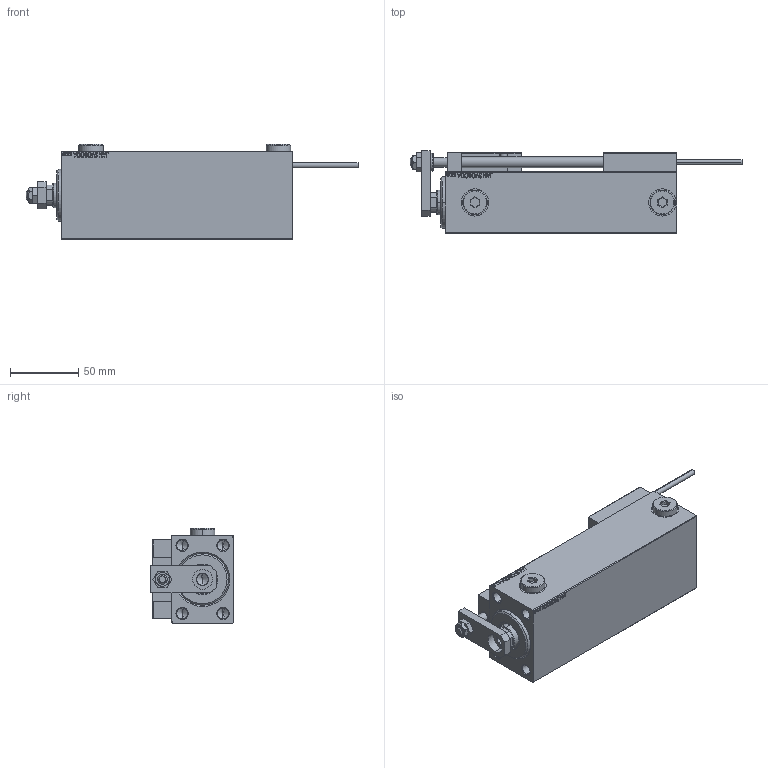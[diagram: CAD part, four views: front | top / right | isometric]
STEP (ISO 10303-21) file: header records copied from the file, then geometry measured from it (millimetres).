
FILE_DESCRIPTION (( 'STEP AP203' ), '1' );
FILE_NAME ('4d82.STEP', '2024-02-13T07:09:13', ( '' ), ( '' ), 'SwSTEP 2.0', 'SolidWorks 2019', '' );
FILE_SCHEMA (( 'CONFIG_CONTROL_DESIGN' ));
Length unit declared in the file: millimetre
Products named in the file (17): KONCOVKA 612f362edbfa417b7a67474e84e7cc02; ALLEN BOLT D5 612f362edbfa417b7a67474e84e7cc02; SWITCH DIM B,W 612f362edbfa417b7a67474e84e7cc02; MAGNET 612f362edbfa417b7a67474e84e7cc02; ALLEN BOLT D8 612f362edbfa417b7a67474e84e7cc02; SWITCH_X_FRONT_BACK 612f362edbfa417b7a67474e84e7cc02; NUT_D10 612f362edbfa417b7a67474e84e7cc02; NUT_D12 612f362edbfa417b7a67474e84e7cc02; ZARAZKA 612f362edbfa417b7a67474e84e7cc02; V450CM_B_Body 612f362edbfa417b7a67474e84e7cc02; SWITCH X 612f362edbfa417b7a67474e84e7cc02; TYC_L79 612f362edbfa417b7a67474e84e7cc02; Zatka_OIL_PORT 612f362edbfa417b7a67474e84e7cc02; V450CM_VC_B 612f362edbfa417b7a67474e84e7cc02; V450CM_B_VCP 612f362edbfa417b7a67474e84e7cc02; Block 612f362edbfa417b7a67474e84e7cc02; 4d82
Assembly tree (27 placements, depth 3):
  4d82
    V450CM_B_Body 612f362edbfa417b7a67474e84e7cc02
    V450CM_B_VCP 612f362edbfa417b7a67474e84e7cc02
    SWITCH X 612f362edbfa417b7a67474e84e7cc02
      SWITCH_X_FRONT_BACK 612f362edbfa417b7a67474e84e7cc02  x2
      TYC_L79 612f362edbfa417b7a67474e84e7cc02
      Block 612f362edbfa417b7a67474e84e7cc02  x2
      ALLEN BOLT D5 612f362edbfa417b7a67474e84e7cc02  x4
      ALLEN BOLT D8 612f362edbfa417b7a67474e84e7cc02  x4
      MAGNET 612f362edbfa417b7a67474e84e7cc02  x2
      KONCOVKA 612f362edbfa417b7a67474e84e7cc02  x2
    NUT_D10 612f362edbfa417b7a67474e84e7cc02
    NUT_D12 612f362edbfa417b7a67474e84e7cc02
    SWITCH DIM B,W 612f362edbfa417b7a67474e84e7cc02
    ZARAZKA 612f362edbfa417b7a67474e84e7cc02
    V450CM_VC_B 612f362edbfa417b7a67474e84e7cc02
    Zatka_OIL_PORT 612f362edbfa417b7a67474e84e7cc02  x2
Bounding box: 243.7 x 60.5 x 69.9 mm (x, y, z)
Volume: 511334.7 mm3; surface area: 105125 mm2
Topology: 26 solids, 26 shells, 1372 faces, 3272 edges, 2070 vertices
Faces by surface type: plane 595, bspline 380, cylinder 200, cone 149, torus 44, sphere 4
Entity records: 52528 total; most frequent: CARTESIAN_POINT 26527, ORIENTED_EDGE 5452, DIRECTION 3779, EDGE_CURVE 2726, VERTEX_POINT 1770, LINE 1575, VECTOR 1575, EDGE_LOOP 1266
